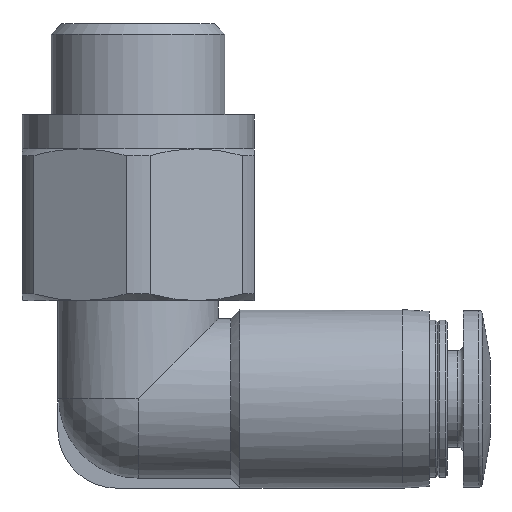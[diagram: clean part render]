
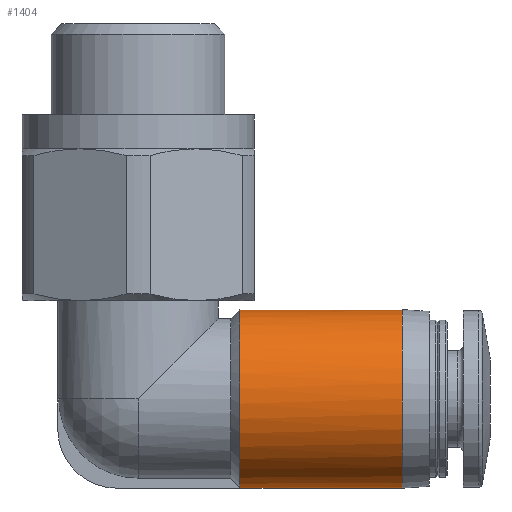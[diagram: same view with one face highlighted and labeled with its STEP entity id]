
A CAD part, front view. The second image highlights one B-rep face of the part: STEP entity #1404.
In plain terms, the highlighted cylindrical face has radius 5 mm (diameter 10 mm), a full revolution.
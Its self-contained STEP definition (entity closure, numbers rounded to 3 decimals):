
#307=ORIENTED_EDGE('',*,*,#482,.F.);
#308=ORIENTED_EDGE('',*,*,#483,.T.);
#309=ORIENTED_EDGE('',*,*,#484,.T.);
#310=ORIENTED_EDGE('',*,*,#409,.T.);
#409=EDGE_CURVE('',#531,#532,#613,.T.);
#482=EDGE_CURVE('',#577,#577,#648,.T.);
#483=EDGE_CURVE('',#532,#578,#649,.T.);
#484=EDGE_CURVE('',#578,#531,#650,.T.);
#531=VERTEX_POINT('',#1909);
#532=VERTEX_POINT('',#1910);
#577=VERTEX_POINT('',#2139);
#578=VERTEX_POINT('',#2141);
#613=CIRCLE('',#1454,5.);
#648=CIRCLE('',#1522,5.);
#649=CIRCLE('',#1523,5.);
#650=CIRCLE('',#1524,5.);
#717=EDGE_LOOP('',(#307));
#718=EDGE_LOOP('',(#308,#309,#310));
#815=FACE_BOUND('',#717,.T.);
#816=FACE_BOUND('',#718,.T.);
#880=CYLINDRICAL_SURFACE('',#1521,5.);
#1404=ADVANCED_FACE('',(#815,#816),#880,.T.);
#1454=AXIS2_PLACEMENT_3D('',#1908,#1608,#1609);
#1521=AXIS2_PLACEMENT_3D('',#2137,#1754,#1755);
#1522=AXIS2_PLACEMENT_3D('',#2138,#1756,#1757);
#1523=AXIS2_PLACEMENT_3D('',#2140,#1758,#1759);
#1524=AXIS2_PLACEMENT_3D('',#2142,#1760,#1761);
#1608=DIRECTION('',(1.,0.,0.));
#1609=DIRECTION('',(0.,0.,-1.));
#1754=DIRECTION('',(1.,0.,0.));
#1755=DIRECTION('',(0.,0.,-1.));
#1756=DIRECTION('',(1.,0.,0.));
#1757=DIRECTION('',(0.,0.,-1.));
#1758=DIRECTION('',(1.,0.,0.));
#1759=DIRECTION('',(0.,0.,-1.));
#1760=DIRECTION('',(1.,0.,0.));
#1761=DIRECTION('',(0.,0.,-1.));
#1908=CARTESIAN_POINT('',(5.7,0.,-15.9));
#1909=CARTESIAN_POINT('',(5.7,0.75,-20.843));
#1910=CARTESIAN_POINT('',(5.7,-0.75,-20.843));
#2137=CARTESIAN_POINT('',(19.7,0.,-15.9));
#2138=CARTESIAN_POINT('',(14.8,0.,-15.9));
#2139=CARTESIAN_POINT('',(14.8,0.,-20.9));
#2140=CARTESIAN_POINT('',(5.7,0.,-15.9));
#2141=CARTESIAN_POINT('',(5.7,0.,-20.9));
#2142=CARTESIAN_POINT('',(5.7,0.,-15.9));
